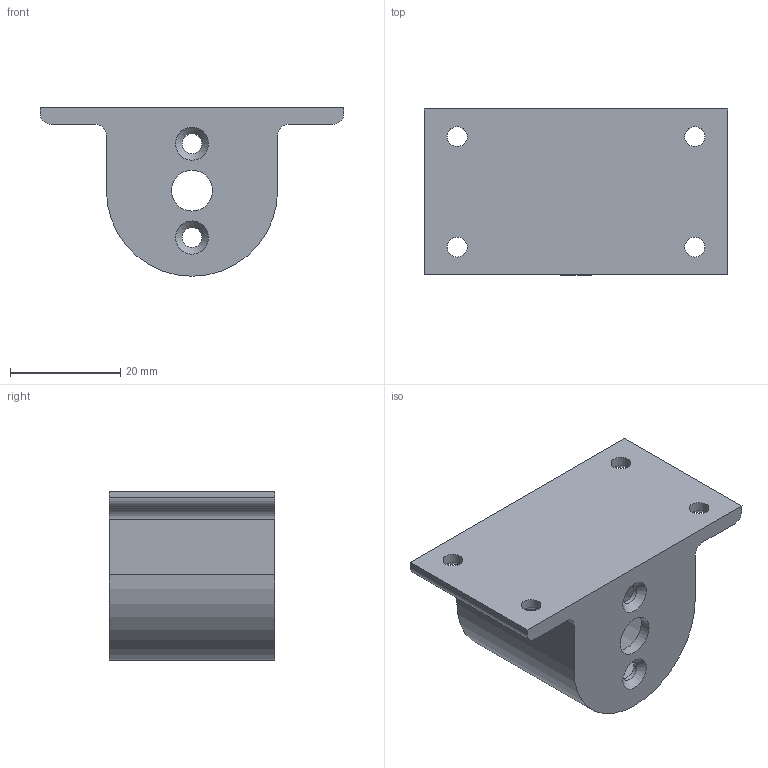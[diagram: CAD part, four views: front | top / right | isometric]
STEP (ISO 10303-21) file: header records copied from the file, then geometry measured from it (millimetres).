
FILE_DESCRIPTION(('FreeCAD Model'),'2;1');
FILE_NAME('Open CASCADE Shape Model','2025-12-30T19:20:20',('Author'),( ''),'Open CASCADE STEP processor 7.8','FreeCAD','Unknown');
FILE_SCHEMA(('AUTOMOTIVE_DESIGN { 1 0 10303 214 1 1 1 1 }'));
Length unit declared in the file: millimetre
Products named in the file (1): MotorHolder-Right
Bounding box: 55 x 30 x 30.5 mm (x, y, z)
Volume: 12935.1 mm3; surface area: 8673.7 mm2
Topology: 1 solids, 1 shells, 29 faces, 72 edges, 46 vertices
Faces by surface type: cylinder 13, plane 10, cone 6
Full cylindrical faces by diameter (mm): 3.6 x6, 7.4 x1, 25.4 x1
Entity records: 914 total; most frequent: DIRECTION 158, CARTESIAN_POINT 154, ORIENTED_EDGE 144, EDGE_CURVE 72, AXIS2_PLACEMENT_3D 62, VERTEX_POINT 46, FACE_BOUND 44, EDGE_LOOP 44
